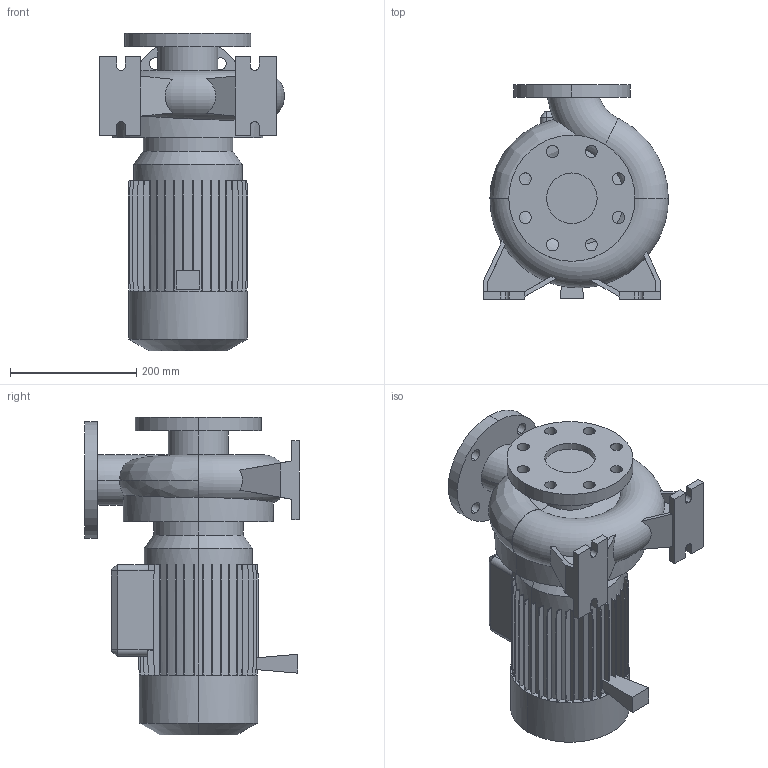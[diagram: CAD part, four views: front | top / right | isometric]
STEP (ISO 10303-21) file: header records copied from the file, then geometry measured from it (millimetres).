
FILE_DESCRIPTION (( 'STEP AP214' ), '1' );
FILE_NAME ('10008452swp02.step', '2022-12-13T10:28:27', ( '' ), ( '' ), 'SwSTEP 2.0', 'SolidWorks 2020', '' );
FILE_SCHEMA (( 'AUTOMOTIVE_DESIGN' ));
Length unit declared in the file: millimetre
Products named in the file (1): 10008452swp02
Bounding box: 292.99 x 340 x 504 mm (x, y, z)
Volume: 16026801 mm3; surface area: 749014 mm2
Topology: 1 solids, 1 shells, 393 faces, 1131 edges, 749 vertices
Faces by surface type: plane 316, cylinder 60, cone 10, torus 5, bspline 2
Entity records: 14313 total; most frequent: CARTESIAN_POINT 3846, ORIENTED_EDGE 2262, DIRECTION 2058, EDGE_CURVE 1131, VECTOR 878, LINE 878, VERTEX_POINT 749, AXIS2_PLACEMENT_3D 590
